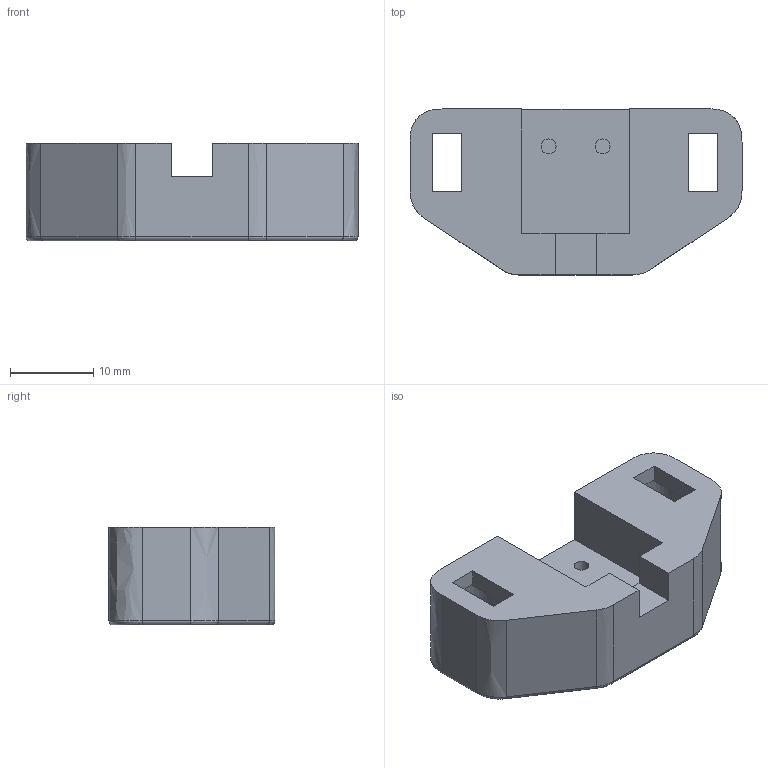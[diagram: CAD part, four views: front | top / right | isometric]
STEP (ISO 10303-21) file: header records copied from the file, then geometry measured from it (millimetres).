
FILE_DESCRIPTION(/* description */ ('STEP AP242','CAx-IF Rec.Pracs.---Representation and Presentation of Product Manufacturing Information (PMI)---4.0---2014-10-13','CAx-IF Rec.Pracs.---3D Tessellated Geometry---0.4---2014-09-14','2;1'),/* implementation_level */ '2;1');
FILE_NAME(/* name */ '638532ad8f3a27408e0469a5',/* time_stamp */ '2022-11-28T22:14:06+00:00',/* author */ (''),/* organization */ (''),/* preprocessor_version */ 'ST-DEVELOPER v18.102',/* originating_system */ ' ',/* authorisation */ ' ');
FILE_SCHEMA (('AP242_MANAGED_MODEL_BASED_3D_ENGINEERING_MIM_LF { 1 0 10303 442 1 1 4 }'));
Length unit declared in the file: metre
Products named in the file (1): Endstop Y
Bounding box: 40 x 20 x 11.8 mm (x, y, z)
Volume: 5451.5 mm3; surface area: 3432.2 mm2
Topology: 1 solids, 1 shells, 108 faces, 272 edges, 172 vertices
Faces by surface type: plane 64, cylinder 24, bspline 12, torus 8
Full cylindrical faces by diameter (mm): 1.8 x2
Entity records: 3564 total; most frequent: CARTESIAN_POINT 1037, ORIENTED_EDGE 540, DIRECTION 474, EDGE_CURVE 270, LINE 176, VECTOR 176, VERTEX_POINT 172, AXIS2_PLACEMENT_3D 149
